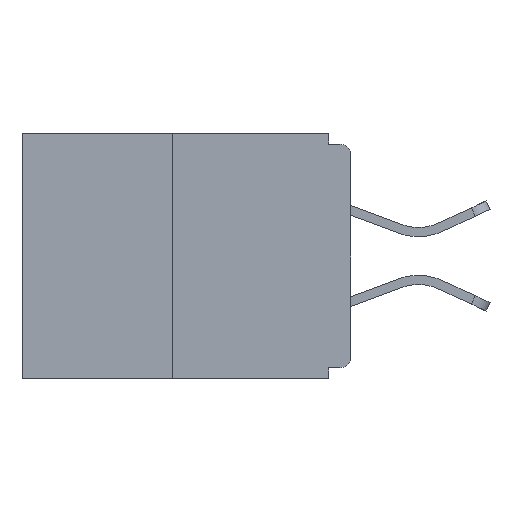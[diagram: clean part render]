
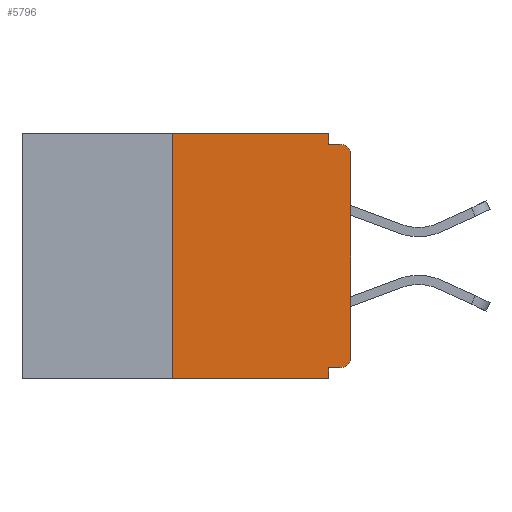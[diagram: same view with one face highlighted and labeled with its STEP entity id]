
A CAD part, left-side view. The second image highlights one B-rep face of the part: STEP entity #5796.
In plain terms, the highlighted planar face has unit normal (-1, 0, 0).
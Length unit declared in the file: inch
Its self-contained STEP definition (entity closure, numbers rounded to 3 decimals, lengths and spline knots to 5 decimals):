
#874 = CARTESIAN_POINT ( 'NONE',  ( 0., 0.031, 0. ) ) ;
#895 = CARTESIAN_POINT ( 'NONE',  ( 0., 0.015, -0.015 ) ) ;
#1747 = DIRECTION ( 'NONE',  ( 0., 0., -1. ) ) ;
#1788 = VECTOR ( 'NONE', #8871, 39.37008 ) ;
#2771 = EDGE_CURVE ( 'NONE', #30234, #18785, #19417, .T. ) ;
#2824 = LINE ( 'NONE', #7230, #21245 ) ;
#2997 = DIRECTION ( 'NONE',  ( 0., 0., -1. ) ) ;
#4024 = FACE_OUTER_BOUND ( 'NONE', #5113, .T. ) ;
#4082 = DIRECTION ( 'NONE',  ( -1., 0., 0. ) ) ;
#4089 = CARTESIAN_POINT ( 'NONE',  ( 0., 0.46, -0.343 ) ) ;
#4298 = DIRECTION ( 'NONE',  ( 0., 0., -1. ) ) ;
#4902 = CARTESIAN_POINT ( 'NONE',  ( 0., 0.015, -0.328 ) ) ;
#5113 = EDGE_LOOP ( 'NONE', ( #17351, #19524, #8876, #14281, #11991, #17865, #27926, #12630, #21443, #25242 ) ) ;
#5167 = VECTOR ( 'NONE', #30129, 39.37008 ) ;
#5790 = CARTESIAN_POINT ( 'NONE',  ( 0., 0., -0.015 ) ) ;
#5796 = ADVANCED_FACE ( 'NONE', ( #4024 ), #12486, .F. ) ;
#6106 = EDGE_CURVE ( 'NONE', #18177, #21060, #7695, .T. ) ;
#6661 = DIRECTION ( 'NONE',  ( 0., -1., 0. ) ) ;
#6765 = CARTESIAN_POINT ( 'NONE',  ( 0., 0.031, 0. ) ) ;
#7230 = CARTESIAN_POINT ( 'NONE',  ( 0., 0., -0.328 ) ) ;
#7688 = CARTESIAN_POINT ( 'NONE',  ( 0., 0.031, -0.343 ) ) ;
#7695 = LINE ( 'NONE', #8764, #1788 ) ;
#8698 = CARTESIAN_POINT ( 'NONE',  ( 0., 0.46, 0. ) ) ;
#8718 = VERTEX_POINT ( 'NONE', #10053 ) ;
#8764 = CARTESIAN_POINT ( 'NONE',  ( 0., 0.25, 0. ) ) ;
#8871 = DIRECTION ( 'NONE',  ( 0., 0., 1. ) ) ;
#8876 = ORIENTED_EDGE ( 'NONE', *, *, #29061, .T. ) ;
#9706 = VECTOR ( 'NONE', #1747, 39.37008 ) ;
#9853 = VERTEX_POINT ( 'NONE', #895 ) ;
#10053 = CARTESIAN_POINT ( 'NONE',  ( 0., 0., -0.03 ) ) ;
#10714 = CARTESIAN_POINT ( 'NONE',  ( 0., 0.25, 0. ) ) ;
#10766 = CARTESIAN_POINT ( 'NONE',  ( 0., 0.25, -0.343 ) ) ;
#11991 = ORIENTED_EDGE ( 'NONE', *, *, #27488, .F. ) ;
#12157 = CARTESIAN_POINT ( 'NONE',  ( 0., 0.015, -0.313 ) ) ;
#12486 = PLANE ( 'NONE',  #19628 ) ;
#12499 = DIRECTION ( 'NONE',  ( 0., -1., 0. ) ) ;
#12630 = ORIENTED_EDGE ( 'NONE', *, *, #20579, .T. ) ;
#13286 = VECTOR ( 'NONE', #6661, 39.37008 ) ;
#13998 = AXIS2_PLACEMENT_3D ( 'NONE', #12157, #28686, #2997 ) ;
#14281 = ORIENTED_EDGE ( 'NONE', *, *, #24878, .F. ) ;
#15542 = VECTOR ( 'NONE', #17591, 39.37008 ) ;
#16038 = EDGE_CURVE ( 'NONE', #16655, #8718, #17742, .T. ) ;
#16655 = VERTEX_POINT ( 'NONE', #30259 ) ;
#17259 = VERTEX_POINT ( 'NONE', #20984 ) ;
#17267 = LINE ( 'NONE', #5790, #25441 ) ;
#17351 = ORIENTED_EDGE ( 'NONE', *, *, #25610, .F. ) ;
#17381 = VERTEX_POINT ( 'NONE', #4902 ) ;
#17591 = DIRECTION ( 'NONE',  ( 0., 0., 1. ) ) ;
#17742 = LINE ( 'NONE', #24051, #15542 ) ;
#17865 = ORIENTED_EDGE ( 'NONE', *, *, #26708, .T. ) ;
#18177 = VERTEX_POINT ( 'NONE', #10766 ) ;
#18180 = CARTESIAN_POINT ( 'NONE',  ( 0., 0.015, -0.03 ) ) ;
#18317 = CARTESIAN_POINT ( 'NONE',  ( 0., 0.46, 0. ) ) ;
#18785 = VERTEX_POINT ( 'NONE', #27125 ) ;
#19417 = LINE ( 'NONE', #6765, #29465 ) ;
#19524 = ORIENTED_EDGE ( 'NONE', *, *, #6106, .F. ) ;
#19628 = AXIS2_PLACEMENT_3D ( 'NONE', #8698, #22576, #25187 ) ;
#20287 = LINE ( 'NONE', #18317, #5167 ) ;
#20559 = DIRECTION ( 'NONE',  ( 0., 0., -1. ) ) ;
#20579 = EDGE_CURVE ( 'NONE', #8718, #9853, #27094, .T. ) ;
#20984 = CARTESIAN_POINT ( 'NONE',  ( 0., 0.031, -0.328 ) ) ;
#21060 = VERTEX_POINT ( 'NONE', #10714 ) ;
#21245 = VECTOR ( 'NONE', #23631, 39.37008 ) ;
#21443 = ORIENTED_EDGE ( 'NONE', *, *, #30269, .F. ) ;
#21894 = AXIS2_PLACEMENT_3D ( 'NONE', #18180, #4082, #20559 ) ;
#22576 = DIRECTION ( 'NONE',  ( 1., 0., 0. ) ) ;
#23631 = DIRECTION ( 'NONE',  ( 0., 1., 0. ) ) ;
#23899 = CIRCLE ( 'NONE', #13998, 0.015 ) ;
#24051 = CARTESIAN_POINT ( 'NONE',  ( 0., 0., 0. ) ) ;
#24878 = EDGE_CURVE ( 'NONE', #17259, #29644, #25951, .T. ) ;
#25187 = DIRECTION ( 'NONE',  ( 0., 0., -1. ) ) ;
#25242 = ORIENTED_EDGE ( 'NONE', *, *, #2771, .F. ) ;
#25441 = VECTOR ( 'NONE', #12499, 39.37008 ) ;
#25504 = LINE ( 'NONE', #4089, #13286 ) ;
#25610 = EDGE_CURVE ( 'NONE', #21060, #30234, #20287, .T. ) ;
#25951 = LINE ( 'NONE', #27554, #9706 ) ;
#26708 = EDGE_CURVE ( 'NONE', #17381, #16655, #23899, .T. ) ;
#27094 = CIRCLE ( 'NONE', #21894, 0.015 ) ;
#27125 = CARTESIAN_POINT ( 'NONE',  ( 0., 0.031, -0.015 ) ) ;
#27488 = EDGE_CURVE ( 'NONE', #17381, #17259, #2824, .T. ) ;
#27554 = CARTESIAN_POINT ( 'NONE',  ( 0., 0.031, -0.343 ) ) ;
#27926 = ORIENTED_EDGE ( 'NONE', *, *, #16038, .T. ) ;
#28686 = DIRECTION ( 'NONE',  ( -1., 0., 0. ) ) ;
#29061 = EDGE_CURVE ( 'NONE', #18177, #29644, #25504, .T. ) ;
#29465 = VECTOR ( 'NONE', #4298, 39.37008 ) ;
#29644 = VERTEX_POINT ( 'NONE', #7688 ) ;
#30129 = DIRECTION ( 'NONE',  ( 0., -1., 0. ) ) ;
#30234 = VERTEX_POINT ( 'NONE', #874 ) ;
#30259 = CARTESIAN_POINT ( 'NONE',  ( 0., 0., -0.313 ) ) ;
#30269 = EDGE_CURVE ( 'NONE', #18785, #9853, #17267, .T. ) ;
